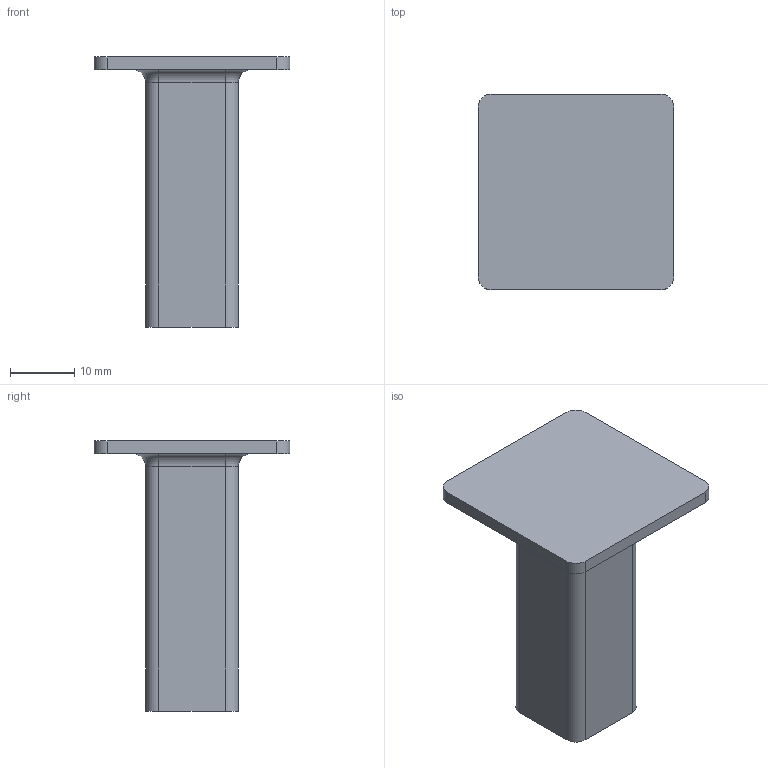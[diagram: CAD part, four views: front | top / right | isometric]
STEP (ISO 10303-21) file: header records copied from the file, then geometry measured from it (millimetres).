
FILE_DESCRIPTION (( 'STEP AP214' ), '1' );
FILE_NAME ('SWP-SUPPORT-FEET.STEP', '2025-05-10T00:21:32', ( '' ), ( '' ), 'SwSTEP 2.0', 'SolidWorks 2024', '' );
FILE_SCHEMA (( 'AUTOMOTIVE_DESIGN' ));
Length unit declared in the file: millimetre
Products named in the file (1): SWP-SUPPORT-FEET
Bounding box: 30.4 x 30.4 x 42 mm (x, y, z)
Volume: 7992.4 mm3; surface area: 4990.1 mm2
Topology: 1 solids, 1 shells, 32 faces, 76 edges, 48 vertices
Faces by surface type: plane 16, cylinder 12, torus 4
Entity records: 947 total; most frequent: DIRECTION 170, CARTESIAN_POINT 157, ORIENTED_EDGE 152, EDGE_CURVE 76, AXIS2_PLACEMENT_3D 61, LINE 48, VECTOR 48, VERTEX_POINT 48
